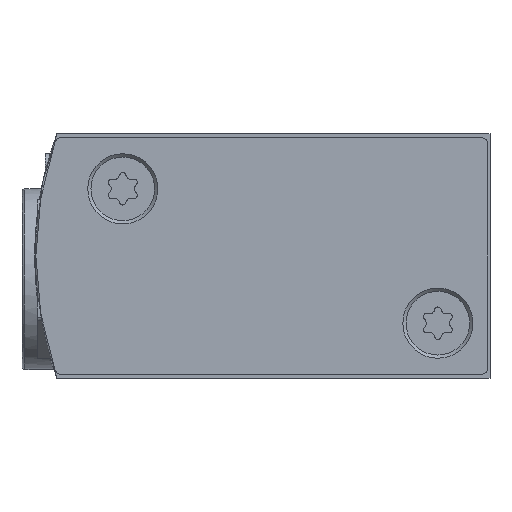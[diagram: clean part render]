
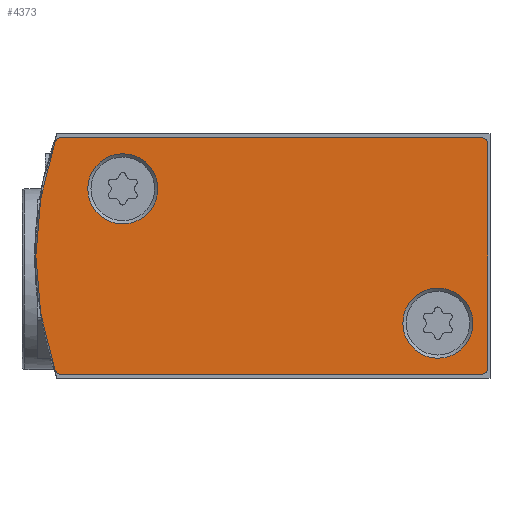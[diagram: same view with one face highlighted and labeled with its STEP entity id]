
A CAD part, left-side view. The second image highlights one B-rep face of the part: STEP entity #4373.
In plain terms, the highlighted planar face has unit normal (-1, 0, 0).
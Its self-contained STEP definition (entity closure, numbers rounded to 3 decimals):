
#519=LINE('',#7359,#905);
#524=LINE('',#7374,#910);
#528=LINE('',#7386,#914);
#905=VECTOR('',#5966,1000.);
#910=VECTOR('',#5979,1000.);
#914=VECTOR('',#5991,1000.);
#1983=ORIENTED_EDGE('',*,*,#2696,.T.);
#1984=ORIENTED_EDGE('',*,*,#2697,.T.);
#1985=ORIENTED_EDGE('',*,*,#2674,.F.);
#1986=ORIENTED_EDGE('',*,*,#2692,.F.);
#1987=ORIENTED_EDGE('',*,*,#2670,.F.);
#1988=ORIENTED_EDGE('',*,*,#2690,.F.);
#1989=ORIENTED_EDGE('',*,*,#2687,.F.);
#1990=ORIENTED_EDGE('',*,*,#2684,.F.);
#1991=ORIENTED_EDGE('',*,*,#2681,.F.);
#1992=ORIENTED_EDGE('',*,*,#2678,.F.);
#2670=EDGE_CURVE('',#3129,#3130,#3344,.T.);
#2674=EDGE_CURVE('',#3133,#3134,#519,.T.);
#2678=EDGE_CURVE('',#3134,#3137,#3346,.T.);
#2681=EDGE_CURVE('',#3137,#3139,#524,.T.);
#2684=EDGE_CURVE('',#3139,#3141,#3348,.T.);
#2687=EDGE_CURVE('',#3141,#3143,#528,.T.);
#2690=EDGE_CURVE('',#3143,#3129,#3350,.T.);
#2692=EDGE_CURVE('',#3130,#3133,#3352,.T.);
#2696=EDGE_CURVE('',#3147,#3147,#3356,.T.);
#2697=EDGE_CURVE('',#3148,#3148,#3357,.T.);
#3129=VERTEX_POINT('',#7351);
#3130=VERTEX_POINT('',#7352);
#3133=VERTEX_POINT('',#7360);
#3134=VERTEX_POINT('',#7361);
#3137=VERTEX_POINT('',#7369);
#3139=VERTEX_POINT('',#7375);
#3141=VERTEX_POINT('',#7381);
#3143=VERTEX_POINT('',#7387);
#3147=VERTEX_POINT('',#7404);
#3148=VERTEX_POINT('',#7406);
#3344=CIRCLE('',#4807,30.);
#3346=CIRCLE('',#4811,0.5);
#3348=CIRCLE('',#4815,0.5);
#3350=CIRCLE('',#4819,0.5);
#3352=CIRCLE('',#4822,0.5);
#3356=CIRCLE('',#4828,3.025);
#3357=CIRCLE('',#4829,3.025);
#3652=EDGE_LOOP('',(#1983));
#3653=EDGE_LOOP('',(#1984));
#3654=EDGE_LOOP('',(#1985,#1986,#1987,#1988,#1989,#1990,#1991,#1992));
#3971=FACE_BOUND('',#3652,.T.);
#3972=FACE_BOUND('',#3653,.T.);
#3973=FACE_BOUND('',#3654,.T.);
#4156=PLANE('',#4827);
#4373=ADVANCED_FACE('',(#3971,#3972,#3973),#4156,.F.);
#4807=AXIS2_PLACEMENT_3D('',#7350,#5958,#5959);
#4811=AXIS2_PLACEMENT_3D('',#7368,#5972,#5973);
#4815=AXIS2_PLACEMENT_3D('',#7380,#5984,#5985);
#4819=AXIS2_PLACEMENT_3D('',#7392,#5996,#5997);
#4822=AXIS2_PLACEMENT_3D('',#7395,#6002,#6003);
#4827=AXIS2_PLACEMENT_3D('',#7402,#6012,#6013);
#4828=AXIS2_PLACEMENT_3D('',#7403,#6014,#6015);
#4829=AXIS2_PLACEMENT_3D('',#7405,#6016,#6017);
#5958=DIRECTION('',(1.,0.,0.));
#5959=DIRECTION('',(0.,0.,-1.));
#5966=DIRECTION('',(0.,-1.,0.));
#5972=DIRECTION('',(1.,0.,0.));
#5973=DIRECTION('',(0.,0.,-1.));
#5979=DIRECTION('',(0.,0.,-1.));
#5984=DIRECTION('',(1.,0.,0.));
#5985=DIRECTION('',(0.,0.,-1.));
#5991=DIRECTION('',(0.,1.,0.));
#5996=DIRECTION('',(1.,0.,0.));
#5997=DIRECTION('',(0.,0.,-1.));
#6002=DIRECTION('',(1.,0.,0.));
#6003=DIRECTION('',(0.,0.,-1.));
#6012=DIRECTION('',(1.,0.,0.));
#6013=DIRECTION('',(0.,0.,-1.));
#6014=DIRECTION('',(1.,0.,0.));
#6015=DIRECTION('',(0.,0.,-1.));
#6016=DIRECTION('',(1.,0.,0.));
#6017=DIRECTION('',(0.,0.,-1.));
#7350=CARTESIAN_POINT('',(0.,9.2,0.));
#7351=CARTESIAN_POINT('',(0.,37.532,-9.864));
#7352=CARTESIAN_POINT('',(0.,37.532,9.864));
#7359=CARTESIAN_POINT('',(0.,37.06,10.2));
#7360=CARTESIAN_POINT('',(0.,37.06,10.2));
#7361=CARTESIAN_POINT('',(0.,0.7,10.2));
#7368=CARTESIAN_POINT('',(0.,0.7,9.7));
#7369=CARTESIAN_POINT('',(0.,0.2,9.7));
#7374=CARTESIAN_POINT('',(0.,0.2,9.7));
#7375=CARTESIAN_POINT('',(0.,0.2,-9.7));
#7380=CARTESIAN_POINT('',(0.,0.7,-9.7));
#7381=CARTESIAN_POINT('',(0.,0.7,-10.2));
#7386=CARTESIAN_POINT('',(0.,0.7,-10.2));
#7387=CARTESIAN_POINT('',(0.,37.06,-10.2));
#7392=CARTESIAN_POINT('',(0.,37.06,-9.7));
#7395=CARTESIAN_POINT('',(0.,37.06,9.7));
#7402=CARTESIAN_POINT('',(0.,0.7,9.7));
#7403=CARTESIAN_POINT('',(0.,31.7,5.8));
#7404=CARTESIAN_POINT('',(0.,31.7,2.775));
#7405=CARTESIAN_POINT('',(0.,4.5,-5.8));
#7406=CARTESIAN_POINT('',(0.,4.5,-8.825));
